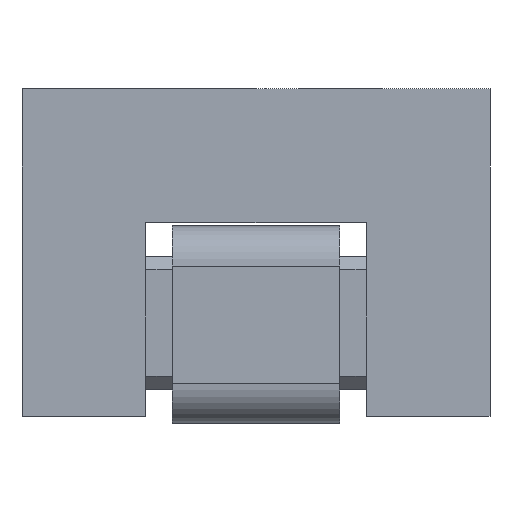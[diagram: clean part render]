
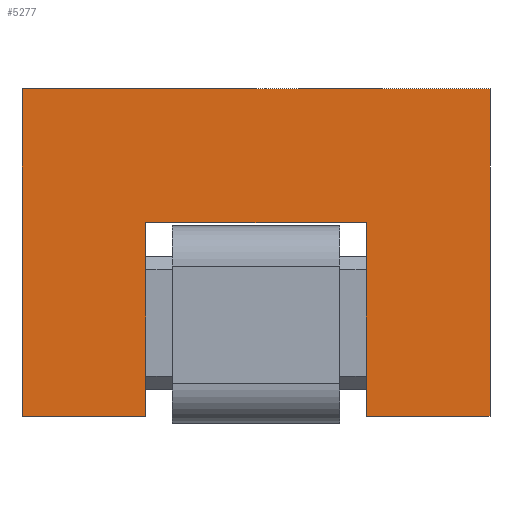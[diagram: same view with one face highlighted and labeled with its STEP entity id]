
A CAD part, left-side view. The second image highlights one B-rep face of the part: STEP entity #5277.
In plain terms, the highlighted face is planar.
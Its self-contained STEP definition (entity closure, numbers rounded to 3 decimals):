
#186=ORIENTED_EDGE('',*,*,#1276,.T.);
#187=ORIENTED_EDGE('',*,*,#1277,.F.);
#188=ORIENTED_EDGE('',*,*,#1267,.F.);
#189=ORIENTED_EDGE('',*,*,#1265,.T.);
#190=ORIENTED_EDGE('',*,*,#1278,.T.);
#191=ORIENTED_EDGE('',*,*,#1279,.T.);
#192=ORIENTED_EDGE('',*,*,#1280,.T.);
#193=ORIENTED_EDGE('',*,*,#1273,.T.);
#1265=EDGE_CURVE('',#1809,#1808,#2183,.T.);
#1267=EDGE_CURVE('',#1809,#1810,#2185,.T.);
#1273=EDGE_CURVE('',#1813,#1815,#2191,.T.);
#1276=EDGE_CURVE('',#1815,#1817,#2194,.T.);
#1277=EDGE_CURVE('',#1810,#1817,#2195,.T.);
#1278=EDGE_CURVE('',#1808,#1818,#2196,.T.);
#1279=EDGE_CURVE('',#1818,#1819,#2197,.T.);
#1280=EDGE_CURVE('',#1819,#1813,#2198,.T.);
#1808=VERTEX_POINT('',#6770);
#1809=VERTEX_POINT('',#6772);
#1810=VERTEX_POINT('',#6776);
#1813=VERTEX_POINT('',#6783);
#1815=VERTEX_POINT('',#6787);
#1817=VERTEX_POINT('',#6793);
#1818=VERTEX_POINT('',#6798);
#1819=VERTEX_POINT('',#6800);
#2183=LINE('',#6771,#2658);
#2185=LINE('',#6775,#2660);
#2191=LINE('',#6788,#2666);
#2194=LINE('',#6794,#2669);
#2195=LINE('',#6796,#2670);
#2196=LINE('',#6797,#2671);
#2197=LINE('',#6799,#2672);
#2198=LINE('',#6801,#2673);
#2658=VECTOR('',#5782,1000.);
#2660=VECTOR('',#5786,1000.);
#2666=VECTOR('',#5794,1000.);
#2669=VECTOR('',#5799,1000.);
#2670=VECTOR('',#5802,1000.);
#2671=VECTOR('',#5803,1000.);
#2672=VECTOR('',#5804,1000.);
#2673=VECTOR('',#5805,1000.);
#3115=EDGE_LOOP('',(#186,#187,#188,#189,#190,#191,#192,#193));
#3361=FACE_BOUND('',#3115,.T.);
#3607=PLANE('',#5497);
#5277=ADVANCED_FACE('',(#3361),#3607,.T.);
#5497=AXIS2_PLACEMENT_3D('',#6795,#5800,#5801);
#5782=DIRECTION('',(1.,0.,0.));
#5786=DIRECTION('',(0.,0.,1.));
#5794=DIRECTION('',(1.,0.,0.));
#5799=DIRECTION('',(0.,0.,1.));
#5800=DIRECTION('',(0.,-1.,0.));
#5801=DIRECTION('',(0.,0.,-1.));
#5802=DIRECTION('',(1.,0.,0.));
#5803=DIRECTION('',(0.,0.,1.));
#5804=DIRECTION('',(1.,0.,0.));
#5805=DIRECTION('',(0.,0.,-1.));
#6770=CARTESIAN_POINT('',(-1.65,-5.,-2.9));
#6771=CARTESIAN_POINT('',(-3.5,-5.,-2.9));
#6772=CARTESIAN_POINT('',(-3.5,-5.,-2.9));
#6775=CARTESIAN_POINT('',(-3.5,-5.,-2.9));
#6776=CARTESIAN_POINT('',(-3.5,-5.,2.));
#6783=CARTESIAN_POINT('',(1.65,-5.,-2.9));
#6787=CARTESIAN_POINT('',(3.5,-5.,-2.9));
#6788=CARTESIAN_POINT('',(-3.5,-5.,-2.9));
#6793=CARTESIAN_POINT('',(3.5,-5.,2.));
#6794=CARTESIAN_POINT('',(3.5,-5.,-2.9));
#6795=CARTESIAN_POINT('',(-3.5,-5.,-2.9));
#6796=CARTESIAN_POINT('',(-3.5,-5.,2.));
#6797=CARTESIAN_POINT('',(-1.65,-5.,-2.9));
#6798=CARTESIAN_POINT('',(-1.65,-5.,0.));
#6799=CARTESIAN_POINT('',(-3.5,-5.,0.));
#6800=CARTESIAN_POINT('',(1.65,-5.,0.));
#6801=CARTESIAN_POINT('',(1.65,-5.,-2.9));
